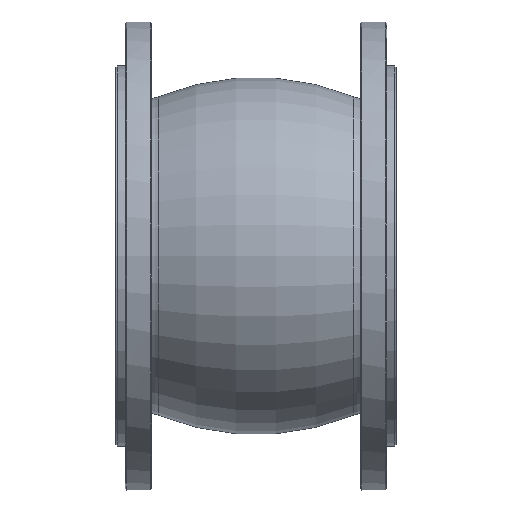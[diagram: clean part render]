
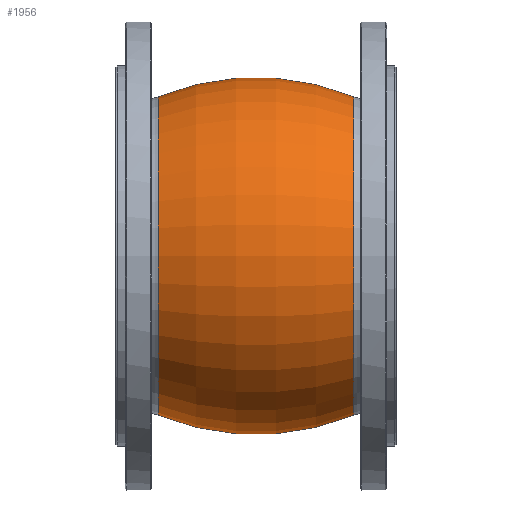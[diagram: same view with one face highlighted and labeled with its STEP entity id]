
A CAD part, top view. The second image highlights one B-rep face of the part: STEP entity #1956.
In plain terms, the highlighted toroidal (fillet/blend) face has major radius 66.357 mm and minor radius 216.603 mm.
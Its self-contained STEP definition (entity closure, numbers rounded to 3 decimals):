
#1914=CARTESIAN_POINT('',(0.,0.,0.));
#1915=DIRECTION('',(-1.,0.,0.));
#1916=DIRECTION('',(0.,0.,1.));
#1917=AXIS2_PLACEMENT_3D('',#1914,#1915,#1916);
#1918=DEGENERATE_TOROIDAL_SURFACE('',#1917,66.357,216.603,.F.);
#1919=CARTESIAN_POINT('',(-82.189,0.,134.048));
#1920=VERTEX_POINT('',#1919);
#1921=CARTESIAN_POINT('',(82.189,-0.,134.048));
#1922=VERTEX_POINT('',#1921);
#1923=CARTESIAN_POINT('',(0.,0.,-66.357));
#1924=DIRECTION('',(-0.,1.,-0.));
#1925=DIRECTION('',(0.,0.,1.));
#1926=AXIS2_PLACEMENT_3D('',#1923,#1924,#1925);
#1927=CIRCLE('',#1926,216.603);
#1928=EDGE_CURVE('',#1920,#1922,#1927,.T.);
#1929=ORIENTED_EDGE('',*,*,#1928,.T.);
#1930=CARTESIAN_POINT('',(82.189,0.,0.));
#1931=DIRECTION('',(-1.,0.,0.));
#1932=DIRECTION('',(0.,0.,1.));
#1933=AXIS2_PLACEMENT_3D('',#1930,#1931,#1932);
#1934=CIRCLE('',#1933,134.048);
#1935=EDGE_CURVE('',#1922,#1922,#1934,.T.);
#1936=ORIENTED_EDGE('',*,*,#1935,.T.);
#1937=ORIENTED_EDGE('',*,*,#1928,.F.);
#1938=CARTESIAN_POINT('',(-82.189,-0.,-134.048));
#1939=VERTEX_POINT('',#1938);
#1940=CARTESIAN_POINT('',(-82.189,0.,0.));
#1941=DIRECTION('',(1.,0.,0.));
#1942=DIRECTION('',(0.,0.,-1.));
#1943=AXIS2_PLACEMENT_3D('',#1940,#1941,#1942);
#1944=CIRCLE('',#1943,134.048);
#1945=EDGE_CURVE('',#1920,#1939,#1944,.T.);
#1946=ORIENTED_EDGE('',*,*,#1945,.T.);
#1947=CARTESIAN_POINT('',(-82.189,0.,0.));
#1948=DIRECTION('',(1.,0.,0.));
#1949=DIRECTION('',(0.,0.,-1.));
#1950=AXIS2_PLACEMENT_3D('',#1947,#1948,#1949);
#1951=CIRCLE('',#1950,134.048);
#1952=EDGE_CURVE('',#1939,#1920,#1951,.T.);
#1953=ORIENTED_EDGE('',*,*,#1952,.T.);
#1954=EDGE_LOOP('',(#1929,#1936,#1937,#1946,#1953));
#1955=FACE_BOUND('',#1954,.T.);
#1956=ADVANCED_FACE('',(#1955),#1918,.F.);
